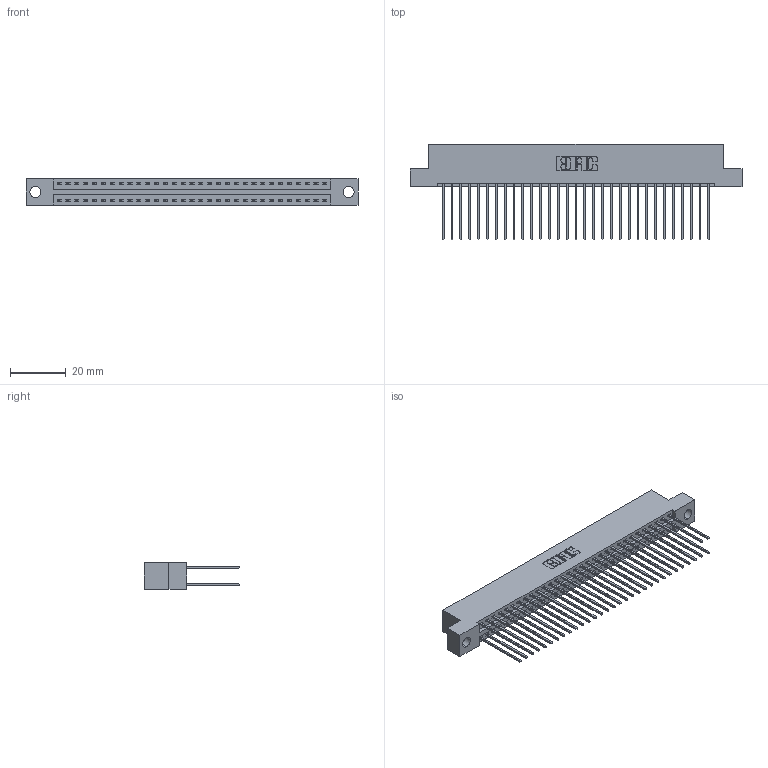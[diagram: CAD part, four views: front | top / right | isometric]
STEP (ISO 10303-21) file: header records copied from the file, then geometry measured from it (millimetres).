
FILE_DESCRIPTION (( 'STEP AP203' ), '1' );
FILE_NAME ('346-062-541-204.STEP', '2022-05-24T13:53:45', ( '' ), ( '' ), 'SwSTEP 2.0', 'SolidWorks 2020', '' );
FILE_SCHEMA (( 'CONFIG_CONTROL_DESIGN' ));
Length unit declared in the file: inch
Products named in the file (3): 346-062-541-204; 346 Part_Flush Mounting Lugs - 0.156 Dia-TH; 345-292-001_345-293-141
Assembly tree (63 placements, depth 2):
  346-062-541-204
    346 Part_Flush Mounting Lugs - 0.156 Dia-TH
    345-292-001_345-293-141  x62
Bounding box: 119 x 34.29 x 9.4 mm (x, y, z)
Volume: 11768.2 mm3; surface area: 17557.1 mm2
Topology: 63 solids, 63 shells, 3360 faces, 9975 edges, 6566 vertices
Faces by surface type: plane 2260, cylinder 1100
Entity records: 22149 total; most frequent: CARTESIAN_POINT 3670, ORIENTED_EDGE 3602, DIRECTION 3285, EDGE_CURVE 1801, LINE 1545, VECTOR 1545, VERTEX_POINT 1198, AXIS2_PLACEMENT_3D 870
